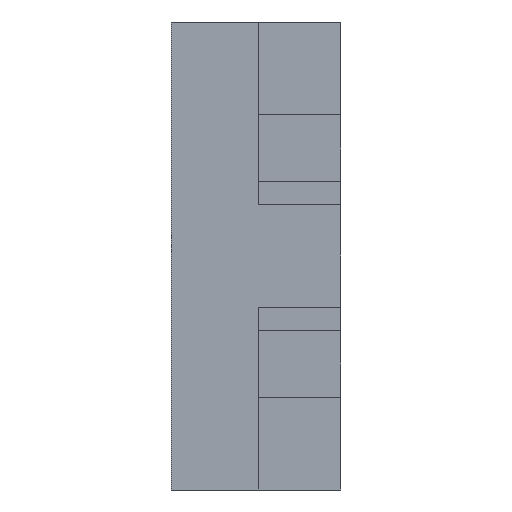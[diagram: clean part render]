
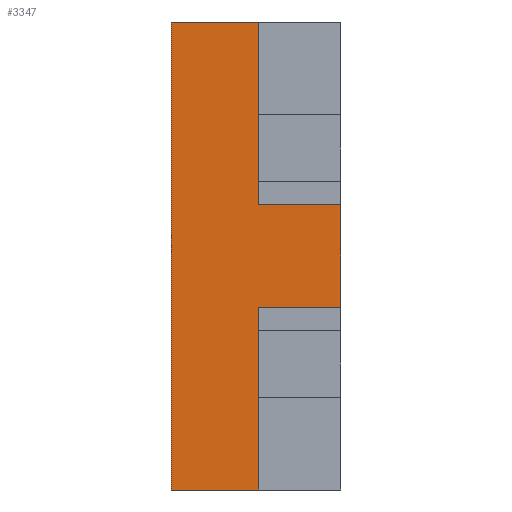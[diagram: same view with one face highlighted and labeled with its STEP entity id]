
A CAD part, left-side view. The second image highlights one B-rep face of the part: STEP entity #3347.
In plain terms, the highlighted planar face has unit normal (-1, 0, 0).
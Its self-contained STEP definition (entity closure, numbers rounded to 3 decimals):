
#15 = ORIENTED_EDGE ( 'NONE', *, *, #1160, .F. ) ;
#168 = VECTOR ( 'NONE', #2114, 1000. ) ;
#399 = LINE ( 'NONE', #1604, #3203 ) ;
#473 = VERTEX_POINT ( 'NONE', #2337 ) ;
#497 = VECTOR ( 'NONE', #1064, 1000. ) ;
#584 = EDGE_CURVE ( 'NONE', #3456, #1802, #399, .T. ) ;
#631 = ORIENTED_EDGE ( 'NONE', *, *, #584, .T. ) ;
#694 = ORIENTED_EDGE ( 'NONE', *, *, #1285, .F. ) ;
#764 = LINE ( 'NONE', #1015, #168 ) ;
#853 = EDGE_CURVE ( 'NONE', #473, #1927, #1772, .T. ) ;
#1015 = CARTESIAN_POINT ( 'NONE',  ( -5.95, 1.5, 1. ) ) ;
#1020 = CARTESIAN_POINT ( 'NONE',  ( -5.95, -0.1, 1. ) ) ;
#1044 = VECTOR ( 'NONE', #1845, 1000. ) ;
#1064 = DIRECTION ( 'NONE',  ( 0., 0., 1. ) ) ;
#1147 = LINE ( 'NONE', #1594, #2439 ) ;
#1155 = EDGE_CURVE ( 'NONE', #473, #3235, #764, .T. ) ;
#1160 = EDGE_CURVE ( 'NONE', #1775, #1927, #1147, .T. ) ;
#1203 = VERTEX_POINT ( 'NONE', #3213 ) ;
#1285 = EDGE_CURVE ( 'NONE', #3456, #1775, #1756, .T. ) ;
#1290 = DIRECTION ( 'NONE',  ( 0., 0., -1. ) ) ;
#1315 = DIRECTION ( 'NONE',  ( 0., -1., 0. ) ) ;
#1350 = ORIENTED_EDGE ( 'NONE', *, *, #3004, .T. ) ;
#1359 = DIRECTION ( 'NONE',  ( 0., 0., 1. ) ) ;
#1510 = CARTESIAN_POINT ( 'NONE',  ( -5.95, -0.1, 1. ) ) ;
#1594 = CARTESIAN_POINT ( 'NONE',  ( -5.95, 3.2, 4.55 ) ) ;
#1604 = CARTESIAN_POINT ( 'NONE',  ( -5.95, 3.2, -4.55 ) ) ;
#1608 = ORIENTED_EDGE ( 'NONE', *, *, #853, .T. ) ;
#1698 = CARTESIAN_POINT ( 'NONE',  ( -5.95, 3.2, 4.55 ) ) ;
#1711 = CARTESIAN_POINT ( 'NONE',  ( -5.95, 3.2, 0. ) ) ;
#1747 = ORIENTED_EDGE ( 'NONE', *, *, #3394, .T. ) ;
#1756 = LINE ( 'NONE', #1711, #3524 ) ;
#1772 = LINE ( 'NONE', #2792, #3332 ) ;
#1775 = VERTEX_POINT ( 'NONE', #1698 ) ;
#1802 = VERTEX_POINT ( 'NONE', #3128 ) ;
#1845 = DIRECTION ( 'NONE',  ( 0., 0., 1. ) ) ;
#1878 = FACE_OUTER_BOUND ( 'NONE', #2481, .T. ) ;
#1927 = VERTEX_POINT ( 'NONE', #2033 ) ;
#2033 = CARTESIAN_POINT ( 'NONE',  ( -5.95, 1.5, 4.55 ) ) ;
#2114 = DIRECTION ( 'NONE',  ( 0., -1., 0. ) ) ;
#2132 = AXIS2_PLACEMENT_3D ( 'NONE', #3452, #2356, #1290 ) ;
#2309 = VECTOR ( 'NONE', #2631, 1000. ) ;
#2337 = CARTESIAN_POINT ( 'NONE',  ( -5.95, 1.5, 1. ) ) ;
#2356 = DIRECTION ( 'NONE',  ( 1., 0., 0. ) ) ;
#2367 = CARTESIAN_POINT ( 'NONE',  ( -5.95, -0.1, -1. ) ) ;
#2421 = CARTESIAN_POINT ( 'NONE',  ( -5.95, 3.2, -4.55 ) ) ;
#2439 = VECTOR ( 'NONE', #2933, 1000. ) ;
#2481 = EDGE_LOOP ( 'NONE', ( #1350, #3253, #1747, #2600, #1608, #15, #694, #631 ) ) ;
#2484 = LINE ( 'NONE', #2943, #2309 ) ;
#2600 = ORIENTED_EDGE ( 'NONE', *, *, #1155, .F. ) ;
#2631 = DIRECTION ( 'NONE',  ( 0., -1., 0. ) ) ;
#2765 = CARTESIAN_POINT ( 'NONE',  ( -5.95, 1.5, 0. ) ) ;
#2792 = CARTESIAN_POINT ( 'NONE',  ( -5.95, 1.5, 0. ) ) ;
#2876 = LINE ( 'NONE', #2765, #497 ) ;
#2933 = DIRECTION ( 'NONE',  ( 0., -1., 0. ) ) ;
#2936 = PLANE ( 'NONE',  #2132 ) ;
#2943 = CARTESIAN_POINT ( 'NONE',  ( -5.95, 1.5, -1. ) ) ;
#3004 = EDGE_CURVE ( 'NONE', #1802, #1203, #2876, .T. ) ;
#3038 = LINE ( 'NONE', #1020, #1044 ) ;
#3128 = CARTESIAN_POINT ( 'NONE',  ( -5.95, 1.5, -4.55 ) ) ;
#3203 = VECTOR ( 'NONE', #1315, 1000. ) ;
#3213 = CARTESIAN_POINT ( 'NONE',  ( -5.95, 1.5, -1. ) ) ;
#3235 = VERTEX_POINT ( 'NONE', #1510 ) ;
#3253 = ORIENTED_EDGE ( 'NONE', *, *, #3333, .T. ) ;
#3332 = VECTOR ( 'NONE', #3345, 1000. ) ;
#3333 = EDGE_CURVE ( 'NONE', #1203, #3384, #2484, .T. ) ;
#3345 = DIRECTION ( 'NONE',  ( 0., 0., 1. ) ) ;
#3347 = ADVANCED_FACE ( 'NONE', ( #1878 ), #2936, .F. ) ;
#3384 = VERTEX_POINT ( 'NONE', #2367 ) ;
#3394 = EDGE_CURVE ( 'NONE', #3384, #3235, #3038, .T. ) ;
#3452 = CARTESIAN_POINT ( 'NONE',  ( -5.95, 3.2, 0. ) ) ;
#3456 = VERTEX_POINT ( 'NONE', #2421 ) ;
#3524 = VECTOR ( 'NONE', #1359, 1000. ) ;
